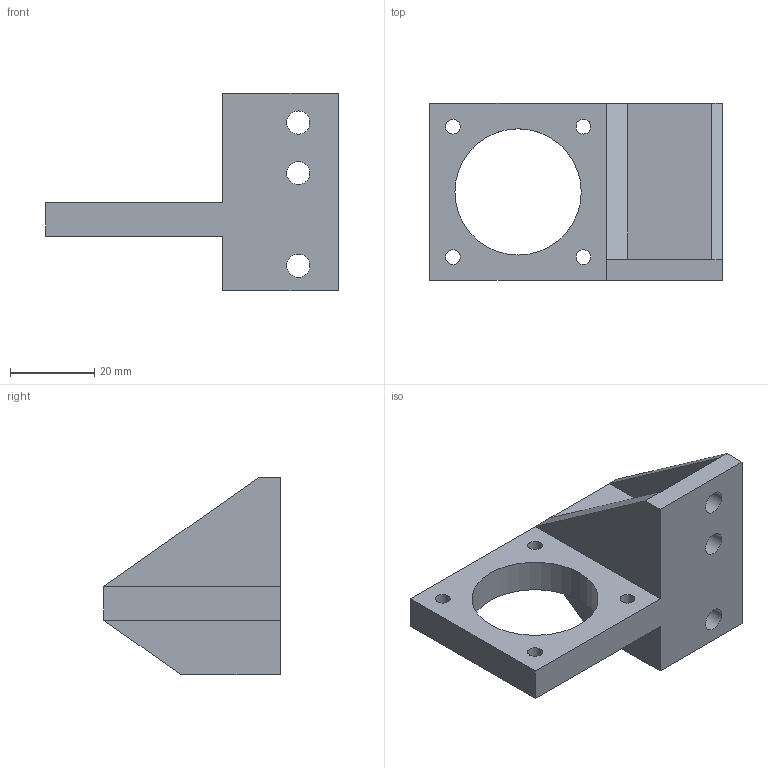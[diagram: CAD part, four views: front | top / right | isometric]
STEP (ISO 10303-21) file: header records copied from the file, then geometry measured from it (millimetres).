
FILE_DESCRIPTION(/* description */ ('STEP AP242','CAx-IF Rec.Pracs.---Representation and Presentation of Product Manufacturing Information (PMI)---4.0---2014-10-13','CAx-IF Rec.Pracs.---3D Tessellated Geometry---0.4---2014-09-14','2;1'),/* implementation_level */ '2;1');
FILE_NAME(/* name */ '63685645a57b0c322c0128a1',/* time_stamp */ '2022-11-07T00:50:13+00:00',/* author */ (''),/* organization */ (''),/* preprocessor_version */ 'ST-DEVELOPER v18.102',/* originating_system */ ' ',/* authorisation */ ' ');
FILE_SCHEMA (('AP242_MANAGED_MODEL_BASED_3D_ENGINEERING_MIM_LF { 1 0 10303 442 1 1 4 }'));
Length unit declared in the file: metre
Products named in the file (1): Left
Bounding box: 69.5 x 42 x 47 mm (x, y, z)
Volume: 28708.5 mm3; surface area: 13055.8 mm2
Topology: 1 solids, 1 shells, 30 faces, 79 edges, 51 vertices
Faces by surface type: plane 22, cylinder 8
Full cylindrical faces by diameter (mm): 3.5 x4, 5.5 x3, 30 x1
Entity records: 906 total; most frequent: CARTESIAN_POINT 147, DIRECTION 146, ORIENTED_EDGE 136, EDGE_CURVE 68, EDGE_LOOP 54, FACE_BOUND 54, LINE 52, VECTOR 52
